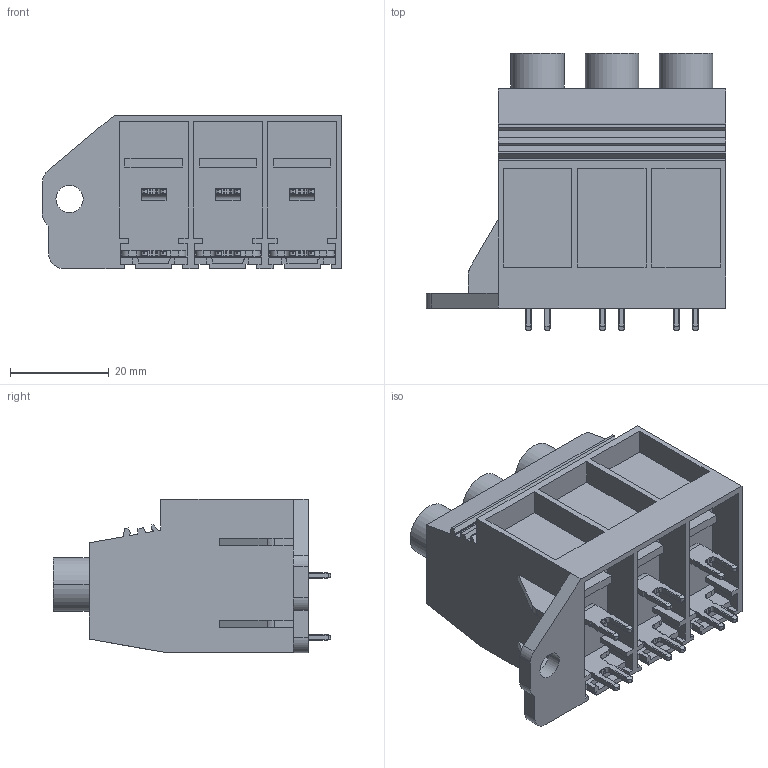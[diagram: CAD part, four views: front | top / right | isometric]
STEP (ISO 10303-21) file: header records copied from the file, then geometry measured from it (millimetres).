
FILE_DESCRIPTION(('CATIA V5 STEP Exchange','CAx-IF Rec.Pracs.--- Model Styling and Organization---1.2---2011-12-15'),'2;1');
FILE_NAME ('D1447683_0_1047460000_1047460000.stp','2016-10-04T11:05:03+00:00',('none'),('Weidmueller'),'CATIA Version 5-6 Release 2014','CATIA V5 STEP AP214','none');
FILE_SCHEMA(('AUTOMOTIVE_DESIGN { 1 0 10303 214 1 1 1 1 }'));
Length unit declared in the file: millimetre
Products named in the file (1): 1047460000_S
Bounding box: 60.5 x 56 x 31 mm (x, y, z)
Volume: 46136.6 mm3; surface area: 17243.3 mm2
Topology: 10 solids, 10 shells, 581 faces, 1635 edges, 1086 vertices
Faces by surface type: plane 401, cylinder 178, extrusion 2
Entity records: 17743 total; most frequent: CARTESIAN_POINT 3908, ORIENTED_EDGE 3270, DIRECTION 2185, EDGE_CURVE 1635, VECTOR 1211, LINE 1209, VERTEX_POINT 1086, AXIS2_PLACEMENT_3D 621
